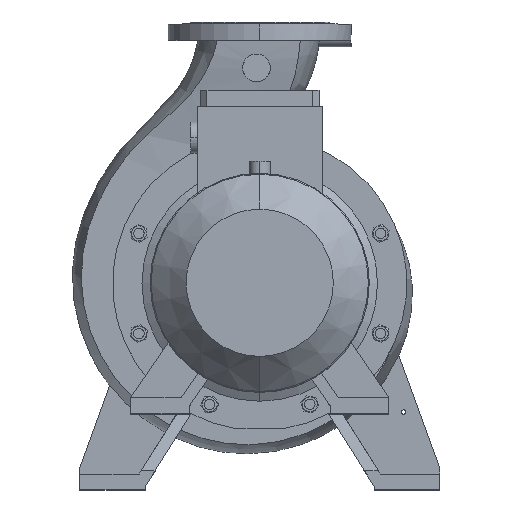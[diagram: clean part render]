
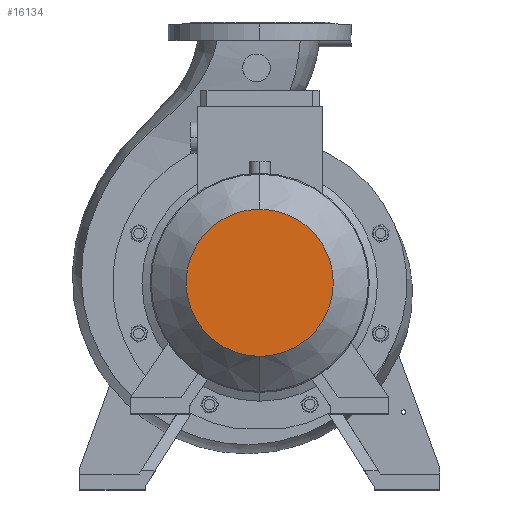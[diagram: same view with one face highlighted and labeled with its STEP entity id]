
A CAD part, top view. The second image highlights one B-rep face of the part: STEP entity #16134.
In plain terms, the highlighted planar face has unit normal (0, 0, 1).
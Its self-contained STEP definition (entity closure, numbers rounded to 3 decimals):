
#3559 = ORIENTED_EDGE ( 'NONE', *, *, #45162, .F. ) ;
#8077 = AXIS2_PLACEMENT_3D ( 'NONE', #34433, #28783, #71053 ) ;
#8123 = ORIENTED_EDGE ( 'NONE', *, *, #26329, .F. ) ;
#15491 = VERTEX_POINT ( 'NONE', #29402 ) ;
#16134 = ADVANCED_FACE ( 'NONE', ( #47353 ), #53980, .T. ) ;
#26329 = EDGE_CURVE ( 'NONE', #15491, #51748, #74369, .T. ) ;
#28783 = DIRECTION ( 'NONE',  ( 0., 0., -1. ) ) ;
#29402 = CARTESIAN_POINT ( 'NONE',  ( 0., 112.5, 889. ) ) ;
#34433 = CARTESIAN_POINT ( 'NONE',  ( 0., 0., 889. ) ) ;
#34888 = AXIS2_PLACEMENT_3D ( 'NONE', #40761, #65679, #71108 ) ;
#35205 = DIRECTION ( 'NONE',  ( 0., 0., 1. ) ) ;
#36026 = AXIS2_PLACEMENT_3D ( 'NONE', #42016, #35205, #60216 ) ;
#40761 = CARTESIAN_POINT ( 'NONE',  ( 0., 0., 889. ) ) ;
#42016 = CARTESIAN_POINT ( 'NONE',  ( 0., 0., 889. ) ) ;
#45072 = EDGE_LOOP ( 'NONE', ( #8123, #3559 ) ) ;
#45162 = EDGE_CURVE ( 'NONE', #51748, #15491, #50115, .T. ) ;
#47353 = FACE_OUTER_BOUND ( 'NONE', #45072, .T. ) ;
#50115 = CIRCLE ( 'NONE', #8077, 112.5 ) ;
#51748 = VERTEX_POINT ( 'NONE', #76530 ) ;
#53980 = PLANE ( 'NONE',  #36026 ) ;
#60216 = DIRECTION ( 'NONE',  ( 0., -1., 0. ) ) ;
#65679 = DIRECTION ( 'NONE',  ( 0., 0., -1. ) ) ;
#71053 = DIRECTION ( 'NONE',  ( 0., 1., 0. ) ) ;
#71108 = DIRECTION ( 'NONE',  ( 0., 1., 0. ) ) ;
#74369 = CIRCLE ( 'NONE', #34888, 112.5 ) ;
#76530 = CARTESIAN_POINT ( 'NONE',  ( 0., -112.5, 889. ) ) ;
